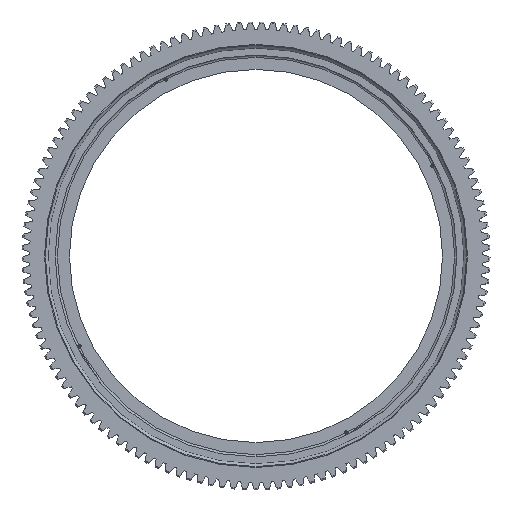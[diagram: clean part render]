
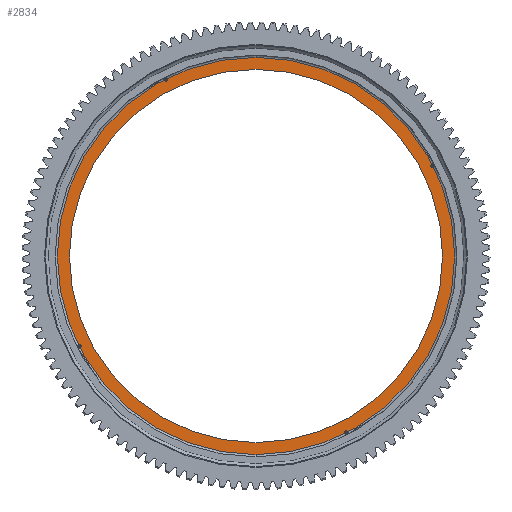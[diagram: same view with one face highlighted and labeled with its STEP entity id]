
A CAD part, front view. The second image highlights one B-rep face of the part: STEP entity #2834.
In plain terms, the highlighted planar face has unit normal (0, -1, 0).
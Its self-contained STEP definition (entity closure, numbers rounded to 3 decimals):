
#27 = DIRECTION ( 'NONE',  ( 0., -1., 0. ) ) ;
#87 = CARTESIAN_POINT ( 'NONE',  ( 0., 16., 0. ) ) ;
#138 = DIRECTION ( 'NONE',  ( 0., 1., 0. ) ) ;
#754 = EDGE_LOOP ( 'NONE', ( #4217, #4318 ) ) ;
#1864 = VERTEX_POINT ( 'NONE', #22365 ) ;
#2323 = VERTEX_POINT ( 'NONE', #12573 ) ;
#2834 = ADVANCED_FACE ( 'NONE', ( #6040, #19302 ), #6540, .F. ) ;
#3683 = ORIENTED_EDGE ( 'NONE', *, *, #30824, .T. ) ;
#4074 = ORIENTED_EDGE ( 'NONE', *, *, #24750, .T. ) ;
#4217 = ORIENTED_EDGE ( 'NONE', *, *, #12905, .F. ) ;
#4318 = ORIENTED_EDGE ( 'NONE', *, *, #13163, .F. ) ;
#5077 = VERTEX_POINT ( 'NONE', #17153 ) ;
#5413 = AXIS2_PLACEMENT_3D ( 'NONE', #11285, #28232, #13771 ) ;
#6040 = FACE_OUTER_BOUND ( 'NONE', #8707, .T. ) ;
#6276 = CIRCLE ( 'NONE', #5413, 444. ) ;
#6540 = PLANE ( 'NONE',  #12052 ) ;
#7323 = DIRECTION ( 'NONE',  ( 0., 0., 1. ) ) ;
#8341 = AXIS2_PLACEMENT_3D ( 'NONE', #14238, #14162, #13477 ) ;
#8707 = EDGE_LOOP ( 'NONE', ( #3683, #4074 ) ) ;
#9345 = CIRCLE ( 'NONE', #14620, 444. ) ;
#10705 = DIRECTION ( 'NONE',  ( 0., 0., 1. ) ) ;
#10748 = DIRECTION ( 'NONE',  ( 0., -1., 0. ) ) ;
#10798 = CARTESIAN_POINT ( 'NONE',  ( 0., 16., 0. ) ) ;
#11088 = AXIS2_PLACEMENT_3D ( 'NONE', #87, #27, #30882 ) ;
#11285 = CARTESIAN_POINT ( 'NONE',  ( 0., 16., 0. ) ) ;
#12052 = AXIS2_PLACEMENT_3D ( 'NONE', #26739, #138, #7323 ) ;
#12573 = CARTESIAN_POINT ( 'NONE',  ( 0., 16., 444. ) ) ;
#12905 = EDGE_CURVE ( 'NONE', #5077, #24354, #22755, .T. ) ;
#13163 = EDGE_CURVE ( 'NONE', #24354, #5077, #20825, .T. ) ;
#13477 = DIRECTION ( 'NONE',  ( 0., 0., 1. ) ) ;
#13771 = DIRECTION ( 'NONE',  ( 0., 0., 1. ) ) ;
#14162 = DIRECTION ( 'NONE',  ( 0., -1., 0. ) ) ;
#14238 = CARTESIAN_POINT ( 'NONE',  ( 0., 16., 0. ) ) ;
#14620 = AXIS2_PLACEMENT_3D ( 'NONE', #10798, #10748, #10705 ) ;
#17153 = CARTESIAN_POINT ( 'NONE',  ( 0., 16., 417. ) ) ;
#19302 = FACE_BOUND ( 'NONE', #754, .T. ) ;
#19737 = CARTESIAN_POINT ( 'NONE',  ( 0., 16., -417. ) ) ;
#20825 = CIRCLE ( 'NONE', #11088, 417. ) ;
#22365 = CARTESIAN_POINT ( 'NONE',  ( 0., 16., -444. ) ) ;
#22755 = CIRCLE ( 'NONE', #8341, 417. ) ;
#24354 = VERTEX_POINT ( 'NONE', #19737 ) ;
#24750 = EDGE_CURVE ( 'NONE', #1864, #2323, #9345, .T. ) ;
#26739 = CARTESIAN_POINT ( 'NONE',  ( 0., 16., 414. ) ) ;
#28232 = DIRECTION ( 'NONE',  ( 0., -1., 0. ) ) ;
#30824 = EDGE_CURVE ( 'NONE', #2323, #1864, #6276, .T. ) ;
#30882 = DIRECTION ( 'NONE',  ( 0., 0., 1. ) ) ;
